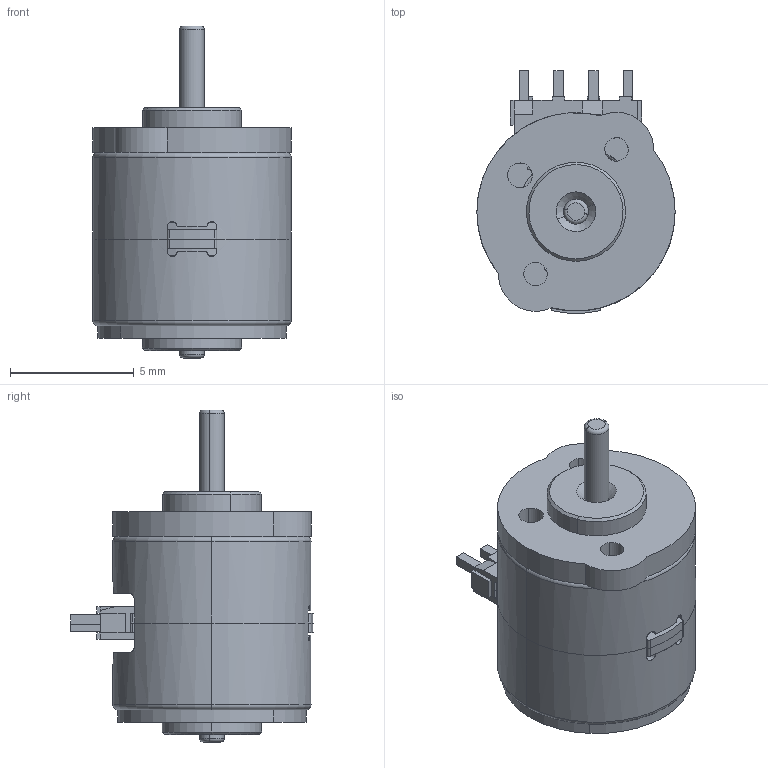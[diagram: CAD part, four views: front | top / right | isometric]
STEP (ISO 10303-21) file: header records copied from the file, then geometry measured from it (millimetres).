
FILE_DESCRIPTION (( 'STEP AP203' ), '1' );
FILE_NAME ('8mm马达.STEP', '2020-03-30T16:21:58', ( '微软用户' ), ( '微软中国' ), 'SwSTEP 2.0', 'SolidWorks 2014', '' );
FILE_SCHEMA (( 'CONFIG_CONTROL_DESIGN' ));
Length unit declared in the file: millimetre
Products named in the file (13): 峎須盄殤; PINÕë; 取付板; 喘倛啣A; 8mm鎮湛; 喘謫; 棠坒; 菁屳; 粣忳; 粣2; 粣忳A; 覃淕菜え; 喘倛啣B
Assembly tree (18 placements, depth 2):
  8mm鎮湛
    喘倛啣A  x2
    喘倛啣B  x2
    菁屳
    PINÕë  x4
    粣2
    棠坒
    覃淕菜え  x2
    取付板
    粣忳A
    峎須盄殤  x2
    粣忳
  喘謫
Bounding box: 8 x 9.79 x 13.4 mm (x, y, z)
Volume: 318.2 mm3; surface area: 1594.6 mm2
Topology: 18 solids, 18 shells, 683 faces, 1773 edges, 1166 vertices
Faces by surface type: cylinder 283, plane 248, bspline 80, torus 40, cone 32
Entity records: 14629 total; most frequent: CARTESIAN_POINT 3973, ORIENTED_EDGE 1946, DIRECTION 1901, EDGE_CURVE 973, AXIS2_PLACEMENT_3D 756, VERTEX_POINT 636, EDGE_LOOP 435, CIRCLE 392
